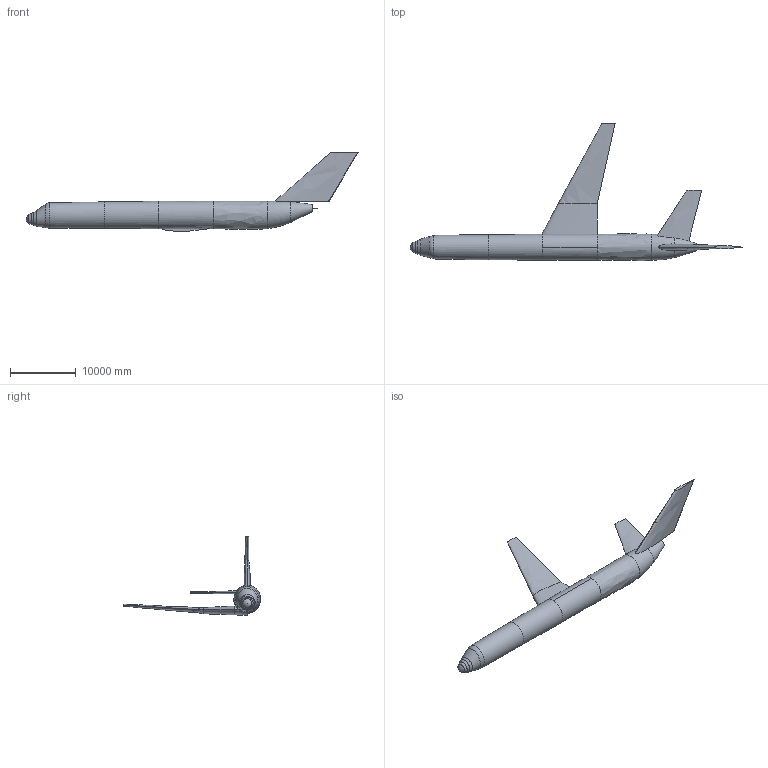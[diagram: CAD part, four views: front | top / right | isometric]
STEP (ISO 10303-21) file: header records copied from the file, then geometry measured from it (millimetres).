
FILE_DESCRIPTION(('Open CASCADE Model'),'2;1');
FILE_NAME('Open CASCADE Shape Model','2022-05-30T11:22:09',('Author'),( 'Open CASCADE'),'Open CASCADE STEP processor 7.4','Open CASCADE 7.4' ,'Unknown');
FILE_SCHEMA(('AUTOMOTIVE_DESIGN { 1 0 10303 214 1 1 1 1 }'));
Length unit declared in the file: metre
Products named in the file (7): D150Fuselage1ID; D150_HTP_1ID; D150_wing_1ID; D150_VTP_1ID; INTD150Fuselage1IDD150_HTP_1ID; INTD150Fuselage1IDD150_VTP_1ID; INTD150Fuselage1IDD150_wing_1ID
Bounding box: 50531.12 x 20863.56 x 12015.15 mm (x, y, z)
Surface area: 850122740.6 mm2 (no closed solid volume)
Topology: 0 solids, 4 shells, 30 faces, 103 edges, 90 vertices
Faces by surface type: bspline 24, plane 6
Entity records: 14052 total; most frequent: CARTESIAN_POINT 12724, B_SPLINE_CURVE_WITH_KNOTS 144, ORIENTED_EDGE 140, PCURVE 140, DEFINITIONAL_REPRESENTATION 140, DIRECTION 112, LINE 98, VECTOR 98
